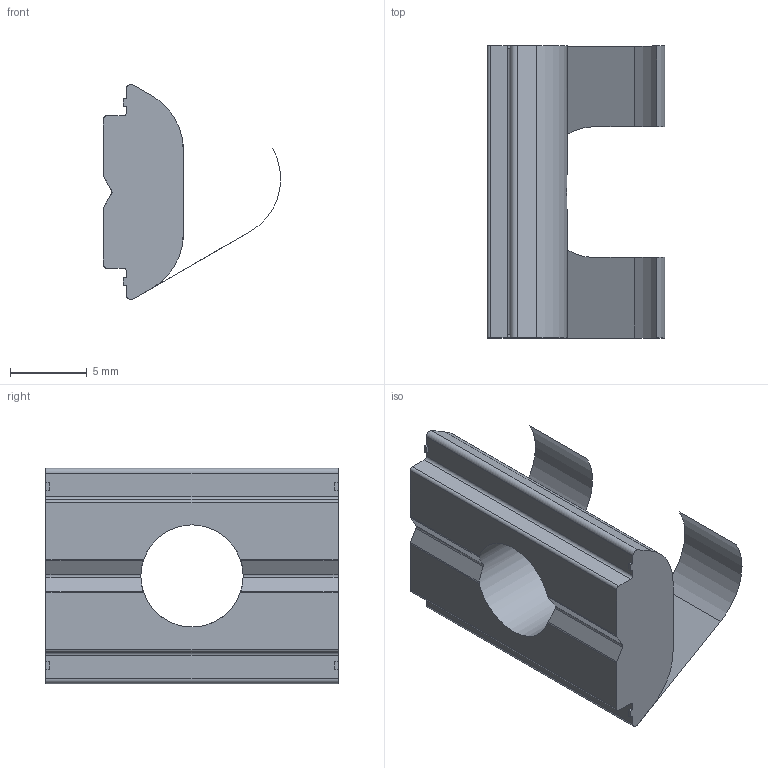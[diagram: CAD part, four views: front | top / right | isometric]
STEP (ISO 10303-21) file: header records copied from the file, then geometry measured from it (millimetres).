
FILE_DESCRIPTION(/* description */ (''),/* implementation_level */ '2;1');
FILE_NAME(/* name */ '210082.stp',/* time_stamp */ '2022-09-20T13:19:45+02:00',/* author */ ('aluteckkpl_tw'),/* organization */ (''),/* preprocessor_version */ 'ST-DEVELOPER v18.1',/* originating_system */ 'Autodesk Inventor 2021',/* authorisation */ '');
FILE_SCHEMA (('AUTOMOTIVE_DESIGN { 1 0 10303 214 3 1 1 }'));
Length unit declared in the file: millimetre
Products named in the file (1): 210082-ZP
Bounding box: 11.54 x 19 x 14 mm (x, y, z)
Volume: 924 mm3; surface area: 984.6 mm2
Topology: 1 solids, 2 shells, 50 faces, 155 edges, 106 vertices
Faces by surface type: plane 33, cylinder 17
Full cylindrical faces by diameter (mm): 6.647 x1
Entity records: 1825 total; most frequent: CARTESIAN_POINT 369, ORIENTED_EDGE 298, DIRECTION 284, EDGE_CURVE 155, LINE 110, VECTOR 110, VERTEX_POINT 106, AXIS2_PLACEMENT_3D 87
